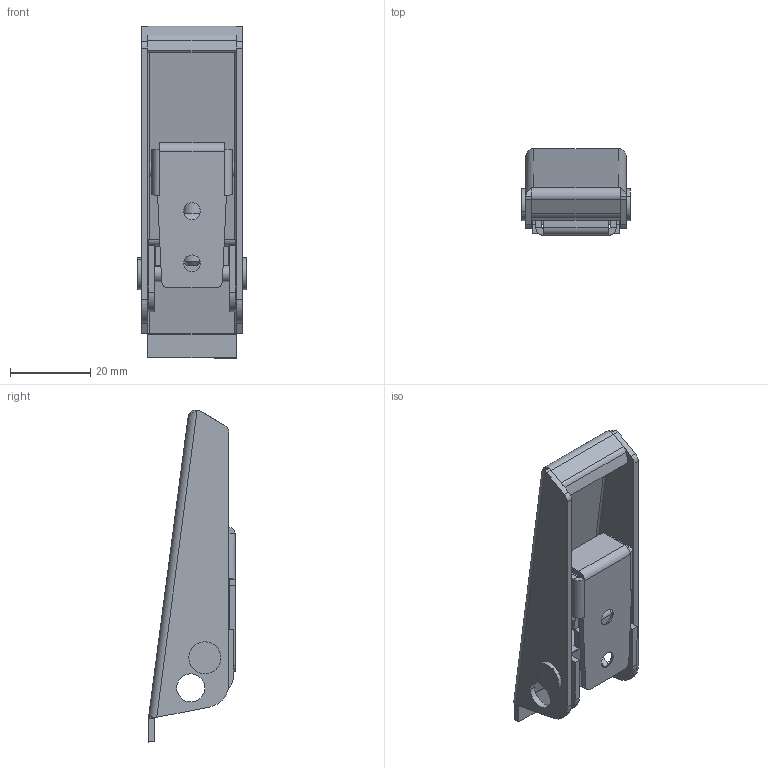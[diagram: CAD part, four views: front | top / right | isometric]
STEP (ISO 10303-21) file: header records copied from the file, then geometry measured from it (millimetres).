
FILE_DESCRIPTION (( 'STEP AP214' ), '1' );
FILE_NAME ('560435 - 905 XC Black passivated.STEP', '2017-02-09T07:26:47', ( '' ), ( '' ), 'SwSTEP 2.0', 'SolidWorks 2015', '' );
FILE_SCHEMA (( 'AUTOMOTIVE_DESIGN' ));
Length unit declared in the file: millimetre
Products named in the file (7): 905 XC - mutter M5; 905 XC -mellandel; 905 XC - justerskruv; 905 XC - underdel; 560435 - 905 XC Black passivated; 905 XC - Nit; 905 XC -överdel
Assembly tree (7 placements, depth 2):
  560435 - 905 XC Black passivated
    905 XC - underdel
    905 XC - justerskruv
    905 XC -mellandel
    905 XC - mutter M5
    905 XC -överdel
    905 XC - Nit  x2
Bounding box: 27 x 21.63 x 82.69 mm (x, y, z)
Volume: 10310.4 mm3; surface area: 14342.8 mm2
Topology: 8 solids, 8 shells, 246 faces, 570 edges, 346 vertices
Faces by surface type: plane 140, cylinder 88, cone 10, bspline 8
Entity records: 7369 total; most frequent: CARTESIAN_POINT 1596, DIRECTION 1166, ORIENTED_EDGE 1104, EDGE_CURVE 552, AXIS2_PLACEMENT_3D 400, LINE 366, VECTOR 366, VERTEX_POINT 334
